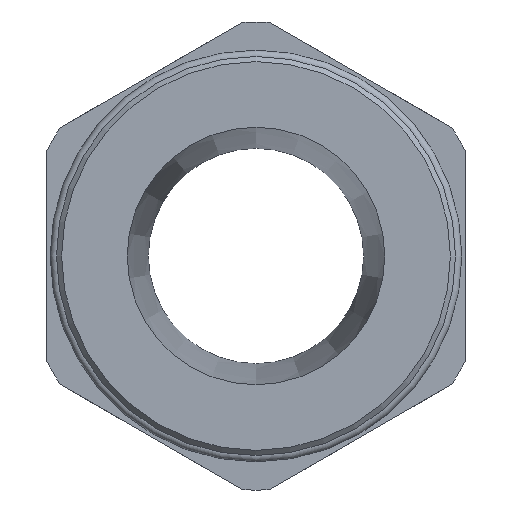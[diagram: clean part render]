
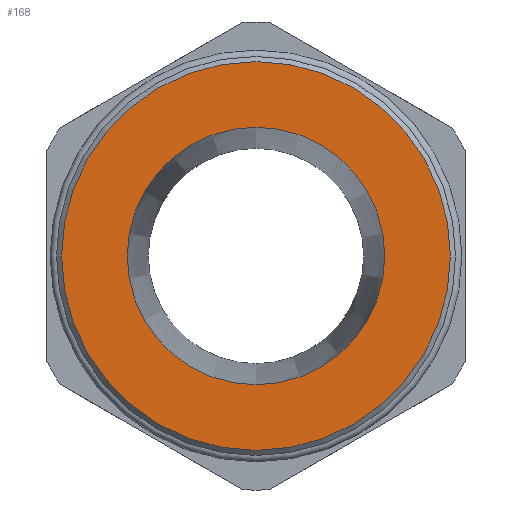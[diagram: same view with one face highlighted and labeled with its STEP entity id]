
A CAD part, left-side view. The second image highlights one B-rep face of the part: STEP entity #168.
In plain terms, the highlighted planar face has unit normal (-1, 0, 0).
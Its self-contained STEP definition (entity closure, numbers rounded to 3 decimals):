
#168 = ADVANCED_FACE( '', ( #384, #385 ), #386, .T. );
#384 = FACE_BOUND( '', #653, .T. );
#385 = FACE_OUTER_BOUND( '', #654, .T. );
#386 = PLANE( '', #655 );
#653 = EDGE_LOOP( '', ( #1074 ) );
#654 = EDGE_LOOP( '', ( #1075 ) );
#655 = AXIS2_PLACEMENT_3D( '', #1076, #1077, #1078 );
#1074 = ORIENTED_EDGE( '', *, *, #1645, .T. );
#1075 = ORIENTED_EDGE( '', *, *, #1646, .F. );
#1076 = CARTESIAN_POINT( '', ( 0., 30.69, 0. ) );
#1077 = DIRECTION( '', ( -1., 0., 0. ) );
#1078 = DIRECTION( '', ( 0., 0., 1. ) );
#1645 = EDGE_CURVE( '', #2001, #2001, #2002, .T. );
#1646 = EDGE_CURVE( '', #2003, #2003, #2004, .T. );
#2001 = VERTEX_POINT( '', #2565 );
#2002 = CIRCLE( '', #2566, 20.322 );
#2003 = VERTEX_POINT( '', #2567 );
#2004 = CIRCLE( '', #2568, 30.69 );
#2565 = CARTESIAN_POINT( '', ( 0., 0., -20.322 ) );
#2566 = AXIS2_PLACEMENT_3D( '', #2958, #2959, #2960 );
#2567 = CARTESIAN_POINT( '', ( 0., 0., -30.69 ) );
#2568 = AXIS2_PLACEMENT_3D( '', #2961, #2962, #2963 );
#2958 = CARTESIAN_POINT( '', ( 0., 0., 0. ) );
#2959 = DIRECTION( '', ( 1., 0., 0. ) );
#2960 = DIRECTION( '', ( 0., 0., -1. ) );
#2961 = CARTESIAN_POINT( '', ( 0., 0., 0. ) );
#2962 = DIRECTION( '', ( 1., 0., 0. ) );
#2963 = DIRECTION( '', ( 0., 0., -1. ) );
